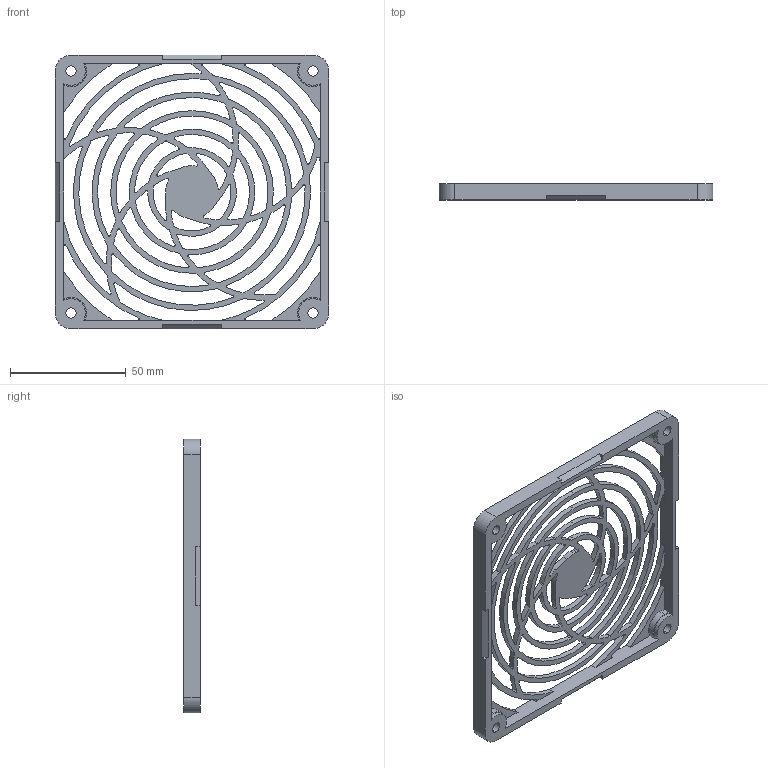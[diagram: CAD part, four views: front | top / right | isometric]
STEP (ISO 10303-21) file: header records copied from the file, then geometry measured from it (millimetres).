
FILE_DESCRIPTION (( 'STEP AP203' ), '1' );
FILE_NAME ('09450-G.STEP', '2020-02-20T01:42:35', ( '' ), ( '' ), 'SwSTEP 2.0', 'SolidWorks 2016', '' );
FILE_SCHEMA (( 'CONFIG_CONTROL_DESIGN' ));
Length unit declared in the file: millimetre
Products named in the file (1): 09450-G
Bounding box: 118.3 x 7.1 x 118.3 mm (x, y, z)
Volume: 23723.6 mm3; surface area: 25950.2 mm2
Topology: 1 solids, 1 shells, 379 faces, 1135 edges, 754 vertices
Faces by surface type: cylinder 331, plane 40, cone 8
Entity records: 13384 total; most frequent: DIRECTION 2565, ORIENTED_EDGE 2270, CARTESIAN_POINT 2269, EDGE_CURVE 1135, AXIS2_PLACEMENT_3D 1050, VERTEX_POINT 754, CIRCLE 670, VECTOR 465
